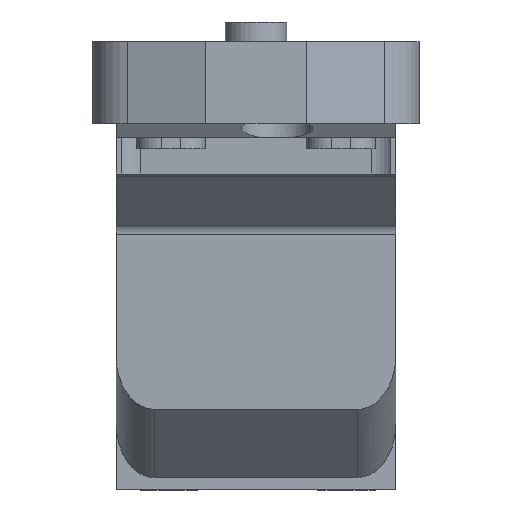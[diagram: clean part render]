
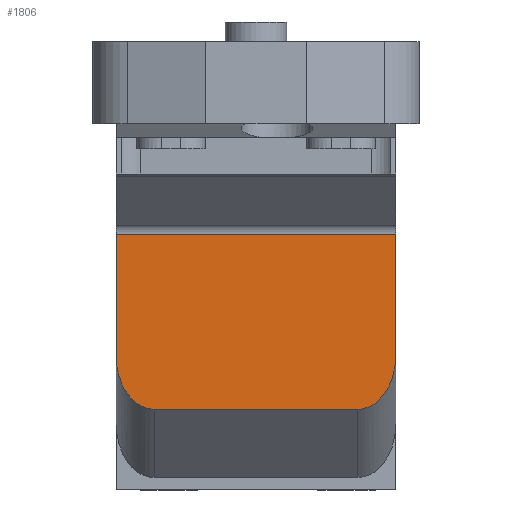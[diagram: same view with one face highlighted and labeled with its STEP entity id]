
A CAD part, front view. The second image highlights one B-rep face of the part: STEP entity #1806.
In plain terms, the highlighted planar face has unit normal (0, -1, 0).
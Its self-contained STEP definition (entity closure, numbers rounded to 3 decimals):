
#49=ELLIPSE('',#1923,4.243,3.);
#50=ELLIPSE('',#1924,4.243,3.);
#64=B_SPLINE_CURVE_WITH_KNOTS('',3,(#2726,#2727,#2728,#2729),
 .UNSPECIFIED.,.F.,.F.,(4,4),(0.453,0.529),
 .UNSPECIFIED.);
#65=B_SPLINE_CURVE_WITH_KNOTS('',3,(#2737,#2738,#2739,#2740),
 .UNSPECIFIED.,.F.,.F.,(4,4),(1.738,1.814),
 .UNSPECIFIED.);
#67=PLANE('',#1922);
#124=FACE_OUTER_BOUND('',#224,.T.);
#224=EDGE_LOOP('',(#1229,#1230,#1231,#1232,#1233,#1234,#1235,#1236));
#352=LINE('',#2715,#514);
#356=LINE('',#2724,#518);
#357=LINE('',#2733,#519);
#358=LINE('',#2741,#520);
#514=VECTOR('',#2135,10.);
#518=VECTOR('',#2143,10.);
#519=VECTOR('',#2146,10.);
#520=VECTOR('',#2149,10.);
#768=VERTEX_POINT('',#2708);
#771=VERTEX_POINT('',#2713);
#774=VERTEX_POINT('',#2723);
#775=VERTEX_POINT('',#2725);
#776=VERTEX_POINT('',#2730);
#777=VERTEX_POINT('',#2732);
#778=VERTEX_POINT('',#2734);
#779=VERTEX_POINT('',#2736);
#952=EDGE_CURVE('',#771,#768,#352,.T.);
#956=EDGE_CURVE('',#774,#771,#356,.T.);
#957=EDGE_CURVE('',#774,#775,#64,.F.);
#958=EDGE_CURVE('',#775,#776,#49,.F.);
#959=EDGE_CURVE('',#776,#777,#357,.F.);
#960=EDGE_CURVE('',#777,#778,#50,.F.);
#961=EDGE_CURVE('',#779,#778,#65,.T.);
#962=EDGE_CURVE('',#768,#779,#358,.T.);
#1229=ORIENTED_EDGE('',*,*,#952,.F.);
#1230=ORIENTED_EDGE('',*,*,#956,.F.);
#1231=ORIENTED_EDGE('',*,*,#957,.T.);
#1232=ORIENTED_EDGE('',*,*,#958,.T.);
#1233=ORIENTED_EDGE('',*,*,#959,.T.);
#1234=ORIENTED_EDGE('',*,*,#960,.T.);
#1235=ORIENTED_EDGE('',*,*,#961,.F.);
#1236=ORIENTED_EDGE('',*,*,#962,.F.);
#1806=ADVANCED_FACE('',(#124),#67,.F.);
#1922=AXIS2_PLACEMENT_3D('',#2722,#2141,#2142);
#1923=AXIS2_PLACEMENT_3D('',#2731,#2144,#2145);
#1924=AXIS2_PLACEMENT_3D('',#2735,#2147,#2148);
#2135=DIRECTION('',(1.,0.,0.));
#2141=DIRECTION('center_axis',(0.,1.,0.));
#2142=DIRECTION('ref_axis',(0.,0.,
1.));
#2143=DIRECTION('',(0.,0.,1.));
#2144=DIRECTION('center_axis',(0.,1.,0.));
#2145=DIRECTION('ref_axis',(0.,0.,
-1.));
#2146=DIRECTION('',(-1.,0.,0.));
#2147=DIRECTION('center_axis',(0.,1.,0.));
#2148=DIRECTION('ref_axis',(0.,0.,
-1.));
#2149=DIRECTION('',(0.,0.,-1.));
#2708=CARTESIAN_POINT('',(11.182,51.45,-27.104));
#2713=CARTESIAN_POINT('',(-11.018,51.45,-27.104));
#2715=CARTESIAN_POINT('',(-11.018,51.45,-27.104));
#2722=CARTESIAN_POINT('Origin',(-11.018,51.45,-34.729));
#2723=CARTESIAN_POINT('',(-11.018,51.45,-36.759));
#2724=CARTESIAN_POINT('',(-11.018,51.45,-25.899));
#2725=CARTESIAN_POINT('',(-10.965,51.45,-37.563));
#2726=CARTESIAN_POINT('Ctrl Pts',(-10.965,51.45,-37.563));
#2727=CARTESIAN_POINT('Ctrl Pts',(-11.002,51.45,-37.288));
#2728=CARTESIAN_POINT('Ctrl Pts',(-11.018,51.45,-37.013));
#2729=CARTESIAN_POINT('Ctrl Pts',(-11.018,51.45,-36.759));
#2730=CARTESIAN_POINT('',(-8.018,51.45,-41.015));
#2731=CARTESIAN_POINT('Origin',(-8.018,51.45,-36.772));
#2732=CARTESIAN_POINT('',(8.182,51.45,-41.015));
#2733=CARTESIAN_POINT('',(-6.051,51.45,-41.015));
#2734=CARTESIAN_POINT('',(11.13,51.45,-37.563));
#2735=CARTESIAN_POINT('Origin',(8.182,51.45,-36.772));
#2736=CARTESIAN_POINT('',(11.182,51.45,-36.759));
#2737=CARTESIAN_POINT('Ctrl Pts',(11.182,51.45,-36.759));
#2738=CARTESIAN_POINT('Ctrl Pts',(11.182,51.45,-37.013));
#2739=CARTESIAN_POINT('Ctrl Pts',(11.167,51.45,-37.288));
#2740=CARTESIAN_POINT('Ctrl Pts',(11.13,51.45,-37.563));
#2741=CARTESIAN_POINT('',(11.182,51.45,-25.899));
